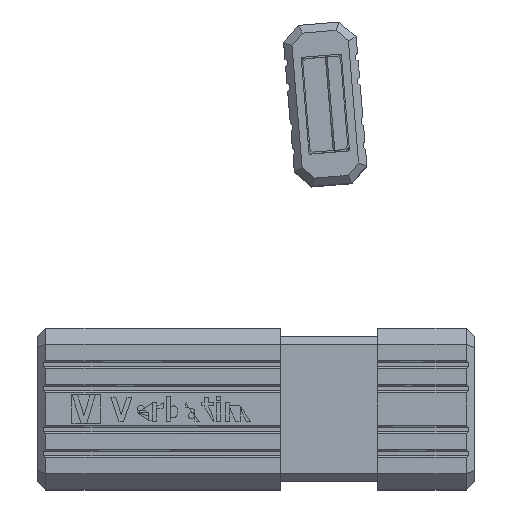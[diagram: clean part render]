
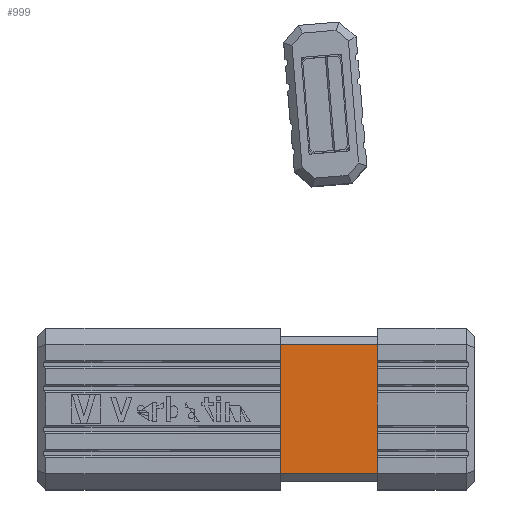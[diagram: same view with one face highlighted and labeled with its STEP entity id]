
A CAD part, top view. The second image highlights one B-rep face of the part: STEP entity #999.
In plain terms, the highlighted free-form (B-spline) face has degree [1, 1] with [2, 2] control points.
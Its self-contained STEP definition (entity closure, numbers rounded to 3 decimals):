
#999=ADVANCED_FACE('',(#2279),#15355,.T.);
#2279=FACE_OUTER_BOUND('',#3514,.T.);
#3514=EDGE_LOOP('',(#7619,#7620,#7621,#7622));
#7619=ORIENTED_EDGE('',*,*,#11615,.T.);
#7620=ORIENTED_EDGE('',*,*,#11608,.T.);
#7621=ORIENTED_EDGE('',*,*,#11614,.F.);
#7622=ORIENTED_EDGE('',*,*,#11601,.F.);
#11601=EDGE_CURVE('',#13831,#13830,#17633,.T.);
#11608=EDGE_CURVE('',#13838,#13837,#17640,.T.);
#11614=EDGE_CURVE('',#13830,#13837,#17646,.T.);
#11615=EDGE_CURVE('',#13831,#13838,#17647,.T.);
#13830=VERTEX_POINT('',#34789);
#13831=VERTEX_POINT('',#34790);
#13837=VERTEX_POINT('',#34796);
#13838=VERTEX_POINT('',#34797);
#15355=B_SPLINE_SURFACE_WITH_KNOTS('',1,1,((#34774,#34775),(#34776,#34777)),
.UNSPECIFIED.,.F.,.F.,.F.,(2,2),(2,2),(-45.657,-29.657),
(0.,18.),.UNSPECIFIED.);
#17633=B_SPLINE_CURVE_WITH_KNOTS('',1,(#34712,#34713),.UNSPECIFIED.,.F.,
.F.,(2,2),(29.657,45.657),.UNSPECIFIED.);
#17640=B_SPLINE_CURVE_WITH_KNOTS('',1,(#34726,#34727),.UNSPECIFIED.,.F.,
.F.,(2,2),(29.657,45.657),.UNSPECIFIED.);
#17646=B_SPLINE_CURVE_WITH_KNOTS('',1,(#34738,#34739),.UNSPECIFIED.,.F.,
.F.,(2,2),(0.,18.),.UNSPECIFIED.);
#17647=B_SPLINE_CURVE_WITH_KNOTS('',1,(#34740,#34741),.UNSPECIFIED.,.F.,
.F.,(2,2),(0.,18.),.UNSPECIFIED.);
#34712=CARTESIAN_POINT('',(42.,18.,7.5));
#34713=CARTESIAN_POINT('',(42.,2.,7.5));
#34726=CARTESIAN_POINT('',(24.,18.,7.5));
#34727=CARTESIAN_POINT('',(24.,2.,7.5));
#34738=CARTESIAN_POINT('',(42.,2.,7.5));
#34739=CARTESIAN_POINT('',(24.,2.,7.5));
#34740=CARTESIAN_POINT('',(42.,18.,7.5));
#34741=CARTESIAN_POINT('',(24.,18.,7.5));
#34774=CARTESIAN_POINT('',(42.,2.,7.5));
#34775=CARTESIAN_POINT('',(24.,2.,7.5));
#34776=CARTESIAN_POINT('',(42.,18.,7.5));
#34777=CARTESIAN_POINT('',(24.,18.,7.5));
#34789=CARTESIAN_POINT('',(42.,2.,7.5));
#34790=CARTESIAN_POINT('',(42.,18.,7.5));
#34796=CARTESIAN_POINT('',(24.,2.,7.5));
#34797=CARTESIAN_POINT('',(24.,18.,7.5));
